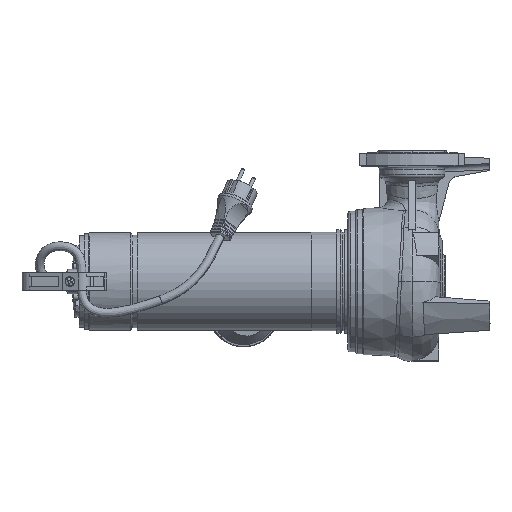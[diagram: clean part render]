
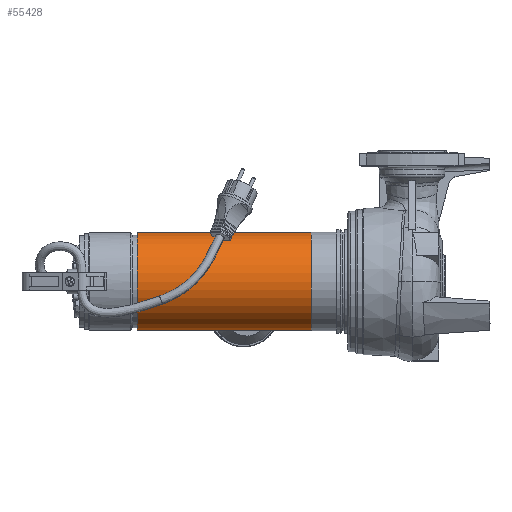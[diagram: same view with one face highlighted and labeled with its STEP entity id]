
A CAD part, left-side view. The second image highlights one B-rep face of the part: STEP entity #55428.
In plain terms, the highlighted cylindrical face has radius 56 mm (diameter 112 mm), a partial arc.
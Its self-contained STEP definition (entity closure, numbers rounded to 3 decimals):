
#7751 = CYLINDRICAL_SURFACE ( 'NONE', #20535, 56. ) ;
#10460 = CARTESIAN_POINT ( 'NONE',  ( 0., 342.501, 0. ) ) ;
#11013 = ORIENTED_EDGE ( 'NONE', *, *, #12985, .F. ) ;
#11836 = EDGE_CURVE ( 'NONE', #23478, #36080, #32993, .T. ) ;
#12985 = EDGE_CURVE ( 'NONE', #38430, #40588, #46952, .T. ) ;
#13850 = AXIS2_PLACEMENT_3D ( 'NONE', #10460, #47958, #62873 ) ;
#16748 = CARTESIAN_POINT ( 'NONE',  ( 0., 342.501, -56. ) ) ;
#20100 = CARTESIAN_POINT ( 'NONE',  ( 0., 143.501, 56. ) ) ;
#20535 = AXIS2_PLACEMENT_3D ( 'NONE', #61893, #29309, #66852 ) ;
#22830 = CARTESIAN_POINT ( 'NONE',  ( 0., 342.501, 56. ) ) ;
#23478 = VERTEX_POINT ( 'NONE', #62787 ) ;
#24240 = EDGE_CURVE ( 'NONE', #36080, #40588, #48767, .T. ) ;
#26272 = CIRCLE ( 'NONE', #13850, 56. ) ;
#29309 = DIRECTION ( 'NONE',  ( 0., -1., 0. ) ) ;
#30061 = ORIENTED_EDGE ( 'NONE', *, *, #11836, .T. ) ;
#32993 = LINE ( 'NONE', #16748, #64745 ) ;
#36080 = VERTEX_POINT ( 'NONE', #45922 ) ;
#38430 = VERTEX_POINT ( 'NONE', #22830 ) ;
#39925 = FACE_OUTER_BOUND ( 'NONE', #54547, .T. ) ;
#40588 = VERTEX_POINT ( 'NONE', #20100 ) ;
#43872 = DIRECTION ( 'NONE',  ( 0., 0., -1. ) ) ;
#45534 = ORIENTED_EDGE ( 'NONE', *, *, #24240, .T. ) ;
#45922 = CARTESIAN_POINT ( 'NONE',  ( 0., 143.501, -56. ) ) ;
#46952 = LINE ( 'NONE', #62551, #54639 ) ;
#47958 = DIRECTION ( 'NONE',  ( 0., -1., 0. ) ) ;
#47995 = ORIENTED_EDGE ( 'NONE', *, *, #57147, .T. ) ;
#48767 = CIRCLE ( 'NONE', #63503, 56. ) ;
#53483 = CARTESIAN_POINT ( 'NONE',  ( 0., 143.501, 0. ) ) ;
#54547 = EDGE_LOOP ( 'NONE', ( #11013, #47995, #30061, #45534 ) ) ;
#54639 = VECTOR ( 'NONE', #68224, 1000. ) ;
#55428 = ADVANCED_FACE ( 'NONE', ( #39925 ), #7751, .T. ) ;
#57147 = EDGE_CURVE ( 'NONE', #38430, #23478, #26272, .T. ) ;
#58797 = DIRECTION ( 'NONE',  ( 0., 1., 0. ) ) ;
#61893 = CARTESIAN_POINT ( 'NONE',  ( 0., 342.501, 0. ) ) ;
#62551 = CARTESIAN_POINT ( 'NONE',  ( 0., 342.501, 56. ) ) ;
#62787 = CARTESIAN_POINT ( 'NONE',  ( 0., 342.501, -56. ) ) ;
#62873 = DIRECTION ( 'NONE',  ( 0., 0., -1. ) ) ;
#63503 = AXIS2_PLACEMENT_3D ( 'NONE', #53483, #58797, #43872 ) ;
#64745 = VECTOR ( 'NONE', #64874, 1000. ) ;
#64874 = DIRECTION ( 'NONE',  ( 0., -1., 0. ) ) ;
#66852 = DIRECTION ( 'NONE',  ( 0., 0., -1. ) ) ;
#68224 = DIRECTION ( 'NONE',  ( 0., -1., 0. ) ) ;
